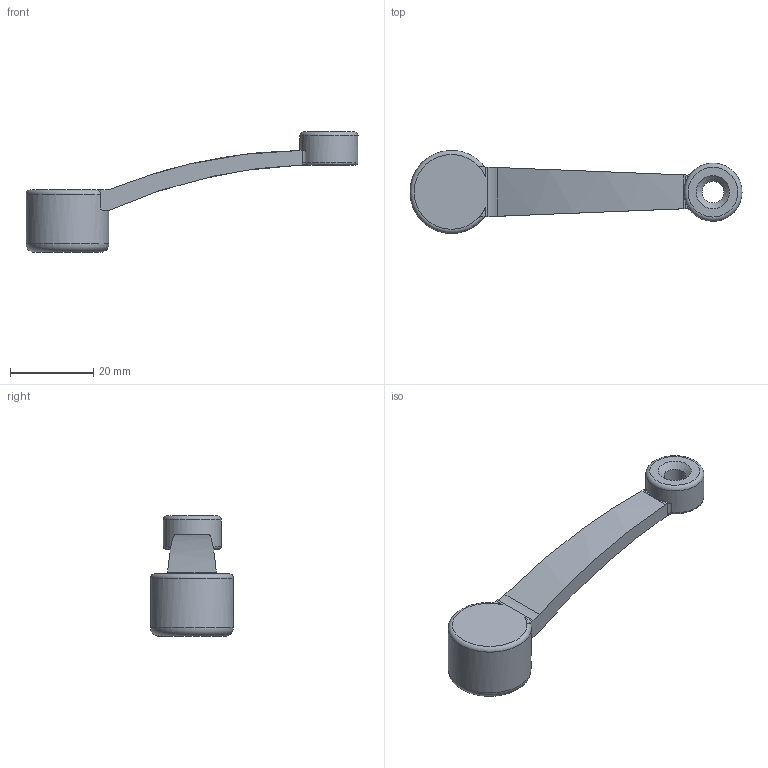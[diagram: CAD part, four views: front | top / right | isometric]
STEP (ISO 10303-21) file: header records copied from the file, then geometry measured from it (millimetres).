
FILE_DESCRIPTION(/* description */ (''),/* implementation_level */ '2;1');
FILE_NAME(/* name */ 'CHS_63_N.dxf',/* time_stamp */ '2012-11-23T15:14:25+08:00',/* author */ (''),/* organization */ (''),/* preprocessor_version */ 'ST-DEVELOPER v9',/* originating_system */ 'UGS - NX 4.0',/* authorisation */ '');
FILE_SCHEMA (('CONFIG_CONTROL_DESIGN'));
Length unit declared in the file: millimetre
Products named in the file (1): AdmiF517xirn
Bounding box: 80 x 19.98 x 29 mm (x, y, z)
Volume: 7660.7 mm3; surface area: 3482.4 mm2
Topology: 1 solids, 1 shells, 39 faces, 107 edges, 68 vertices
Faces by surface type: cylinder 18, plane 9, bspline 6, torus 4, cone 2
Full cylindrical faces by diameter (mm): 5.2 x1, 14 x1, 20 x1
Entity records: 1538 total; most frequent: CARTESIAN_POINT 569, ORIENTED_EDGE 192, DIRECTION 164, EDGE_CURVE 96, AXIS2_PLACEMENT_3D 67, VERTEX_POINT 66, EDGE_LOOP 48, ADVANCED_FACE 39
